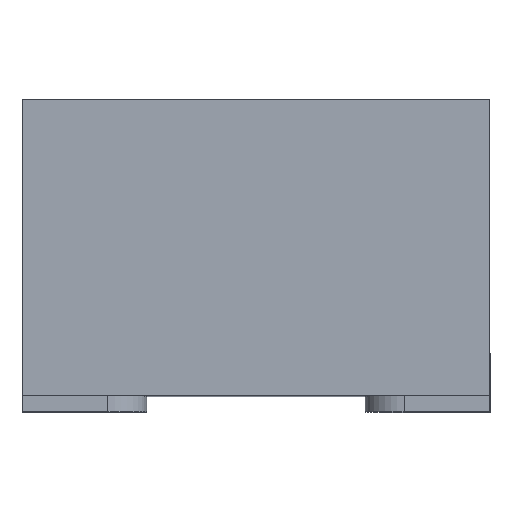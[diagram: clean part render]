
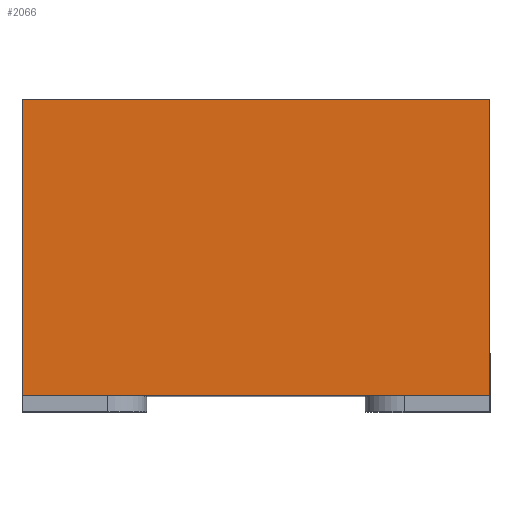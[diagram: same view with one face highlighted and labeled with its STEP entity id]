
A CAD part, top view. The second image highlights one B-rep face of the part: STEP entity #2066.
In plain terms, the highlighted planar face has unit normal (0, 0, 1).
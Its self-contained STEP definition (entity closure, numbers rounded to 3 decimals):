
#17 = CARTESIAN_POINT ( 'NONE',  ( 0.75, 1., 1. ) ) ;
#18 = ORIENTED_EDGE ( 'NONE', *, *, #647, .F. ) ;
#40 = DIRECTION ( 'NONE',  ( 0., -1., 0. ) ) ;
#66 = LINE ( 'NONE', #326, #357 ) ;
#117 = VECTOR ( 'NONE', #40, 1000. ) ;
#153 = DIRECTION ( 'NONE',  ( 1., 0., 0. ) ) ;
#165 = LINE ( 'NONE', #2616, #2660 ) ;
#326 = CARTESIAN_POINT ( 'NONE',  ( 0.75, 4.5, 1. ) ) ;
#357 = VECTOR ( 'NONE', #584, 1000. ) ;
#451 = DIRECTION ( 'NONE',  ( -1., 0., 0. ) ) ;
#488 = ORIENTED_EDGE ( 'NONE', *, *, #1576, .T. ) ;
#516 = CARTESIAN_POINT ( 'NONE',  ( -0.75, 4.5, 1. ) ) ;
#564 = VERTEX_POINT ( 'NONE', #761 ) ;
#584 = DIRECTION ( 'NONE',  ( 0., -1., 0. ) ) ;
#647 = EDGE_CURVE ( 'NONE', #2984, #564, #66, .T. ) ;
#677 = VERTEX_POINT ( 'NONE', #1718 ) ;
#761 = CARTESIAN_POINT ( 'NONE',  ( 0.75, 0.05, 1. ) ) ;
#839 = LINE ( 'NONE', #2930, #1195 ) ;
#1081 = FACE_OUTER_BOUND ( 'NONE', #2200, .T. ) ;
#1195 = VECTOR ( 'NONE', #153, 1000. ) ;
#1576 = EDGE_CURVE ( 'NONE', #677, #564, #165, .T. ) ;
#1614 = DIRECTION ( 'NONE',  ( 0., 0., -1. ) ) ;
#1616 = ORIENTED_EDGE ( 'NONE', *, *, #2904, .F. ) ;
#1690 = AXIS2_PLACEMENT_3D ( 'NONE', #2325, #1614, #451 ) ;
#1705 = DIRECTION ( 'NONE',  ( 1., 0., 0. ) ) ;
#1718 = CARTESIAN_POINT ( 'NONE',  ( -0.75, 0.05, 1. ) ) ;
#1744 = LINE ( 'NONE', #516, #117 ) ;
#1937 = ORIENTED_EDGE ( 'NONE', *, *, #2468, .T. ) ;
#2066 = ADVANCED_FACE ( 'NONE', ( #1081 ), #2785, .F. ) ;
#2200 = EDGE_LOOP ( 'NONE', ( #1616, #1937, #488, #18 ) ) ;
#2325 = CARTESIAN_POINT ( 'NONE',  ( -0.75, 4.5, 1. ) ) ;
#2468 = EDGE_CURVE ( 'NONE', #2743, #677, #1744, .T. ) ;
#2616 = CARTESIAN_POINT ( 'NONE',  ( -0.75, 0.05, 1. ) ) ;
#2646 = CARTESIAN_POINT ( 'NONE',  ( -0.75, 1., 1. ) ) ;
#2660 = VECTOR ( 'NONE', #1705, 1000. ) ;
#2743 = VERTEX_POINT ( 'NONE', #2646 ) ;
#2785 = PLANE ( 'NONE',  #1690 ) ;
#2904 = EDGE_CURVE ( 'NONE', #2743, #2984, #839, .T. ) ;
#2930 = CARTESIAN_POINT ( 'NONE',  ( -0.75, 1., 1. ) ) ;
#2984 = VERTEX_POINT ( 'NONE', #17 ) ;
